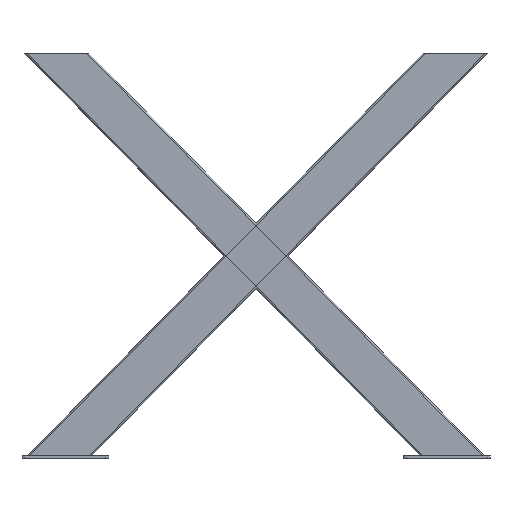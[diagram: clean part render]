
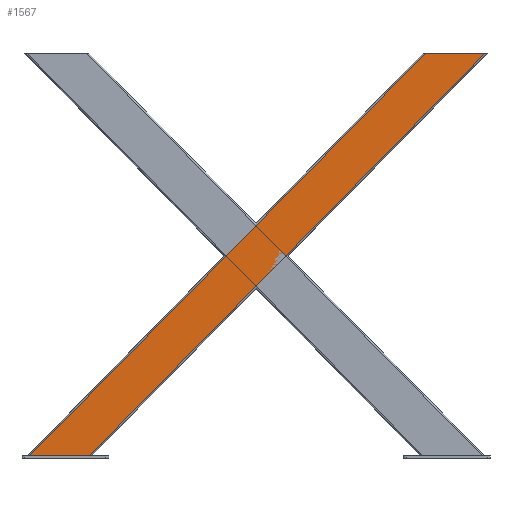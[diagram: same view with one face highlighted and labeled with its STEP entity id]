
A CAD part, left-side view. The second image highlights one B-rep face of the part: STEP entity #1567.
In plain terms, the highlighted planar face has unit normal (-1, 0, 0).
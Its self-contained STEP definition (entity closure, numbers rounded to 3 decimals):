
#142=PLANE('',#1766);
#219=FACE_OUTER_BOUND('',#311,.T.);
#311=EDGE_LOOP('',(#1391,#1392,#1393,#1394));
#451=LINE('',#2691,#595);
#452=LINE('',#2694,#596);
#453=LINE('',#2696,#597);
#454=LINE('',#2697,#598);
#595=VECTOR('',#2156,10.);
#596=VECTOR('',#2159,10.);
#597=VECTOR('',#2160,10.);
#598=VECTOR('',#2161,10.);
#811=VERTEX_POINT('',#2687);
#812=VERTEX_POINT('',#2689);
#813=VERTEX_POINT('',#2693);
#814=VERTEX_POINT('',#2695);
#1017=EDGE_CURVE('',#811,#812,#451,.T.);
#1018=EDGE_CURVE('',#813,#811,#452,.T.);
#1019=EDGE_CURVE('',#814,#812,#453,.T.);
#1020=EDGE_CURVE('',#813,#814,#454,.T.);
#1391=ORIENTED_EDGE('',*,*,#1018,.T.);
#1392=ORIENTED_EDGE('',*,*,#1017,.T.);
#1393=ORIENTED_EDGE('',*,*,#1019,.F.);
#1394=ORIENTED_EDGE('',*,*,#1020,.F.);
#1567=ADVANCED_FACE('',(#219),#142,.T.);
#1766=AXIS2_PLACEMENT_3D('',#2692,#2157,#2158);
#2156=DIRECTION('',(0.,-0.701,0.713));
#2157=DIRECTION('center_axis',(-1.,0.,0.));
#2158=DIRECTION('ref_axis',(0.,-1.,0.));
#2159=DIRECTION('',(0.,-1.,0.));
#2160=DIRECTION('',(0.,-1.,0.));
#2161=DIRECTION('',(0.,-0.701,0.713));
#2687=CARTESIAN_POINT('',(-40.,-42.25,0.));
#2689=CARTESIAN_POINT('',(-40.,-734.913,705.));
#2691=CARTESIAN_POINT('',(-40.,-42.25,0.));
#2692=CARTESIAN_POINT('Origin',(-40.,62.,0.));
#2693=CARTESIAN_POINT('',(-40.,62.,0.));
#2694=CARTESIAN_POINT('',(-40.,62.,0.));
#2695=CARTESIAN_POINT('',(-40.,-630.663,705.));
#2696=CARTESIAN_POINT('',(-40.,-630.663,705.));
#2697=CARTESIAN_POINT('',(-40.,62.,0.));
